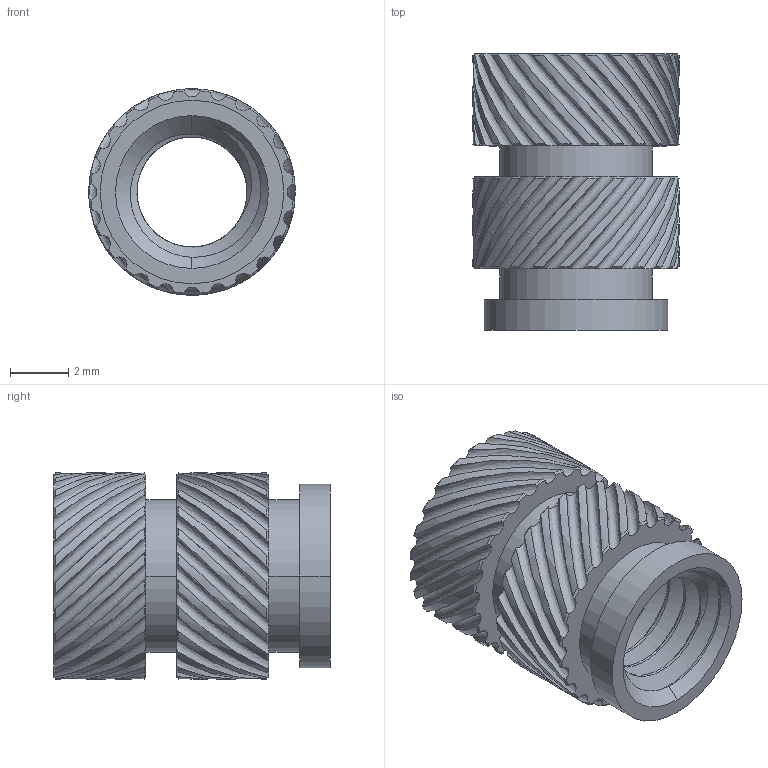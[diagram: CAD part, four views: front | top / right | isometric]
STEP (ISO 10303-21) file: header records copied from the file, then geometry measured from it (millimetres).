
FILE_DESCRIPTION (( 'STEP AP203' ), '1' );
FILE_NAME ('94459A360.STEP', '2018-05-15T13:59:00', ( '' ), ( '' ), 'SwSTEP 2.0', 'SolidWorks 2014', '' );
FILE_SCHEMA (( 'CONFIG_CONTROL_DESIGN' ));
Length unit declared in the file: inch
Products named in the file (1): 94459A360
Bounding box: 7.11 x 9.53 x 7.11 mm (x, y, z)
Volume: 165.5 mm3; surface area: 563.3 mm2
Topology: 1 solids, 1 shells, 240 faces, 705 edges, 471 vertices
Faces by surface type: cone 100, cylinder 83, bspline 51, plane 6
Entity records: 17586 total; most frequent: CARTESIAN_POINT 12061, ORIENTED_EDGE 1410, DIRECTION 934, EDGE_CURVE 705, VERTEX_POINT 471, AXIS2_PLACEMENT_3D 448, CIRCLE 258, EDGE_LOOP 246
